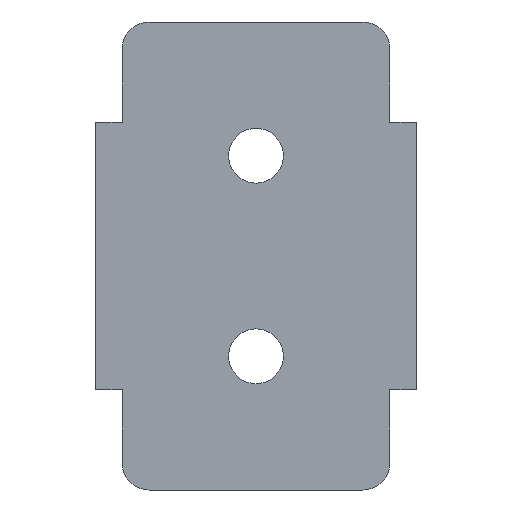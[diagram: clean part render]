
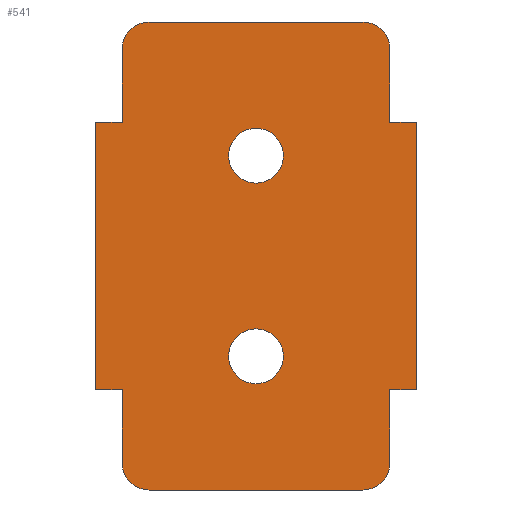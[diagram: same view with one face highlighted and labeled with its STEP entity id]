
A CAD part, front view. The second image highlights one B-rep face of the part: STEP entity #541.
In plain terms, the highlighted planar face has unit normal (0, -1, 0).
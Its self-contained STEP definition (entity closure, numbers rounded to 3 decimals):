
#19=FACE_BOUND('',#80,.T.);
#20=FACE_BOUND('',#81,.T.);
#30=PLANE('',#589);
#47=FACE_OUTER_BOUND('',#79,.T.);
#79=EDGE_LOOP('',(#383,#384,#385,#386,#387,#388,#389,#390,#391,#392,#393,
#394,#395,#396,#397,#398));
#80=EDGE_LOOP('',(#399));
#81=EDGE_LOOP('',(#400));
#121=LINE('',#819,#173);
#124=LINE('',#825,#176);
#125=LINE('',#827,#177);
#126=LINE('',#829,#178);
#127=LINE('',#831,#179);
#128=LINE('',#833,#180);
#129=LINE('',#837,#181);
#130=LINE('',#841,#182);
#131=LINE('',#843,#183);
#132=LINE('',#845,#184);
#133=LINE('',#847,#185);
#134=LINE('',#849,#186);
#173=VECTOR('',#653,10.);
#176=VECTOR('',#658,10.);
#177=VECTOR('',#659,10.);
#178=VECTOR('',#660,10.);
#179=VECTOR('',#661,10.);
#180=VECTOR('',#662,10.);
#181=VECTOR('',#665,10.);
#182=VECTOR('',#668,10.);
#183=VECTOR('',#669,10.);
#184=VECTOR('',#670,10.);
#185=VECTOR('',#671,10.);
#186=VECTOR('',#672,10.);
#224=CIRCLE('',#587,2.);
#225=CIRCLE('',#590,2.);
#226=CIRCLE('',#591,2.);
#227=CIRCLE('',#592,2.);
#228=CIRCLE('',#593,2.05);
#229=CIRCLE('',#594,2.05);
#249=VERTEX_POINT('',#812);
#250=VERTEX_POINT('',#814);
#251=VERTEX_POINT('',#818);
#253=VERTEX_POINT('',#824);
#254=VERTEX_POINT('',#826);
#255=VERTEX_POINT('',#828);
#256=VERTEX_POINT('',#830);
#257=VERTEX_POINT('',#832);
#258=VERTEX_POINT('',#834);
#259=VERTEX_POINT('',#836);
#260=VERTEX_POINT('',#838);
#261=VERTEX_POINT('',#840);
#262=VERTEX_POINT('',#842);
#263=VERTEX_POINT('',#844);
#264=VERTEX_POINT('',#846);
#265=VERTEX_POINT('',#848);
#266=VERTEX_POINT('',#851);
#267=VERTEX_POINT('',#853);
#301=EDGE_CURVE('',#249,#250,#224,.T.);
#303=EDGE_CURVE('',#250,#251,#121,.T.);
#306=EDGE_CURVE('',#249,#253,#124,.T.);
#307=EDGE_CURVE('',#253,#254,#125,.T.);
#308=EDGE_CURVE('',#255,#254,#126,.T.);
#309=EDGE_CURVE('',#256,#255,#127,.T.);
#310=EDGE_CURVE('',#256,#257,#128,.T.);
#311=EDGE_CURVE('',#258,#257,#225,.T.);
#312=EDGE_CURVE('',#259,#258,#129,.T.);
#313=EDGE_CURVE('',#260,#259,#226,.T.);
#314=EDGE_CURVE('',#261,#260,#130,.T.);
#315=EDGE_CURVE('',#261,#262,#131,.T.);
#316=EDGE_CURVE('',#262,#263,#132,.T.);
#317=EDGE_CURVE('',#264,#263,#133,.T.);
#318=EDGE_CURVE('',#265,#264,#134,.T.);
#319=EDGE_CURVE('',#251,#265,#227,.T.);
#320=EDGE_CURVE('',#266,#266,#228,.T.);
#321=EDGE_CURVE('',#267,#267,#229,.T.);
#383=ORIENTED_EDGE('',*,*,#301,.F.);
#384=ORIENTED_EDGE('',*,*,#306,.T.);
#385=ORIENTED_EDGE('',*,*,#307,.T.);
#386=ORIENTED_EDGE('',*,*,#308,.F.);
#387=ORIENTED_EDGE('',*,*,#309,.F.);
#388=ORIENTED_EDGE('',*,*,#310,.T.);
#389=ORIENTED_EDGE('',*,*,#311,.F.);
#390=ORIENTED_EDGE('',*,*,#312,.F.);
#391=ORIENTED_EDGE('',*,*,#313,.F.);
#392=ORIENTED_EDGE('',*,*,#314,.F.);
#393=ORIENTED_EDGE('',*,*,#315,.T.);
#394=ORIENTED_EDGE('',*,*,#316,.T.);
#395=ORIENTED_EDGE('',*,*,#317,.F.);
#396=ORIENTED_EDGE('',*,*,#318,.F.);
#397=ORIENTED_EDGE('',*,*,#319,.F.);
#398=ORIENTED_EDGE('',*,*,#303,.F.);
#399=ORIENTED_EDGE('',*,*,#320,.T.);
#400=ORIENTED_EDGE('',*,*,#321,.T.);
#541=ADVANCED_FACE('',(#47,#19,#20),#30,.F.);
#587=AXIS2_PLACEMENT_3D('',#815,#648,#649);
#589=AXIS2_PLACEMENT_3D('',#823,#656,#657);
#590=AXIS2_PLACEMENT_3D('',#835,#663,#664);
#591=AXIS2_PLACEMENT_3D('',#839,#666,#667);
#592=AXIS2_PLACEMENT_3D('',#850,#673,#674);
#593=AXIS2_PLACEMENT_3D('',#852,#675,#676);
#594=AXIS2_PLACEMENT_3D('',#854,#677,#678);
#648=DIRECTION('center_axis',(0.,1.,0.));
#649=DIRECTION('ref_axis',(0.707,0.,-0.707));
#653=DIRECTION('',(-1.,0.,0.));
#656=DIRECTION('center_axis',(0.,1.,0.));
#657=DIRECTION('ref_axis',(1.,0.,0.));
#658=DIRECTION('',(0.,0.,1.));
#659=DIRECTION('',(1.,0.,0.));
#660=DIRECTION('',(0.,0.,-1.));
#661=DIRECTION('',(1.,0.,0.));
#662=DIRECTION('',(0.,0.,1.));
#663=DIRECTION('center_axis',(0.,1.,0.));
#664=DIRECTION('ref_axis',(0.707,0.,0.707));
#665=DIRECTION('',(1.,0.,0.));
#666=DIRECTION('center_axis',(0.,1.,0.));
#667=DIRECTION('ref_axis',(-0.707,0.,0.707));
#668=DIRECTION('',(0.,0.,1.));
#669=DIRECTION('',(-1.,0.,0.));
#670=DIRECTION('',(0.,0.,-1.));
#671=DIRECTION('',(-1.,0.,0.));
#672=DIRECTION('',(0.,0.,1.));
#673=DIRECTION('center_axis',(0.,1.,0.));
#674=DIRECTION('ref_axis',(-0.707,0.,-0.707));
#675=DIRECTION('center_axis',(0.,1.,0.));
#676=DIRECTION('ref_axis',(-1.,0.,0.));
#677=DIRECTION('center_axis',(0.,1.,0.));
#678=DIRECTION('ref_axis',(-1.,0.,0.));
#812=CARTESIAN_POINT('',(10.,0.,-23.));
#814=CARTESIAN_POINT('',(8.,0.,-25.));
#815=CARTESIAN_POINT('Origin',(8.,0.,-23.));
#818=CARTESIAN_POINT('',(-8.,0.,-25.));
#819=CARTESIAN_POINT('',(0.,0.,-25.));
#823=CARTESIAN_POINT('Origin',(0.,0.,-7.5));
#824=CARTESIAN_POINT('',(10.,0.,-17.5));
#825=CARTESIAN_POINT('',(10.,0.,-25.));
#826=CARTESIAN_POINT('',(12.,0.,-17.5));
#827=CARTESIAN_POINT('',(10.,0.,-17.5));
#828=CARTESIAN_POINT('',(12.,0.,2.5));
#829=CARTESIAN_POINT('',(12.,0.,2.5));
#830=CARTESIAN_POINT('',(10.,0.,2.5));
#831=CARTESIAN_POINT('',(10.,0.,2.5));
#832=CARTESIAN_POINT('',(10.,0.,8.));
#833=CARTESIAN_POINT('',(10.,0.,-25.));
#834=CARTESIAN_POINT('',(8.,0.,10.));
#835=CARTESIAN_POINT('Origin',(8.,0.,8.));
#836=CARTESIAN_POINT('',(-8.,0.,10.));
#837=CARTESIAN_POINT('',(-10.,0.,10.));
#838=CARTESIAN_POINT('',(-10.,0.,8.));
#839=CARTESIAN_POINT('Origin',(-8.,0.,8.));
#840=CARTESIAN_POINT('',(-10.,0.,2.5));
#841=CARTESIAN_POINT('',(-10.,0.,-25.));
#842=CARTESIAN_POINT('',(-12.,0.,2.5));
#843=CARTESIAN_POINT('',(-10.,0.,2.5));
#844=CARTESIAN_POINT('',(-12.,0.,-17.5));
#845=CARTESIAN_POINT('',(-12.,0.,2.5));
#846=CARTESIAN_POINT('',(-10.,0.,-17.5));
#847=CARTESIAN_POINT('',(-10.,0.,-17.5));
#848=CARTESIAN_POINT('',(-10.,0.,-23.));
#849=CARTESIAN_POINT('',(-10.,0.,-25.));
#850=CARTESIAN_POINT('Origin',(-8.,0.,-23.));
#851=CARTESIAN_POINT('',(2.05,0.,-15.));
#852=CARTESIAN_POINT('Origin',(0.,0.,-15.));
#853=CARTESIAN_POINT('',(2.05,0.,0.));
#854=CARTESIAN_POINT('Origin',(0.,0.,0.));
